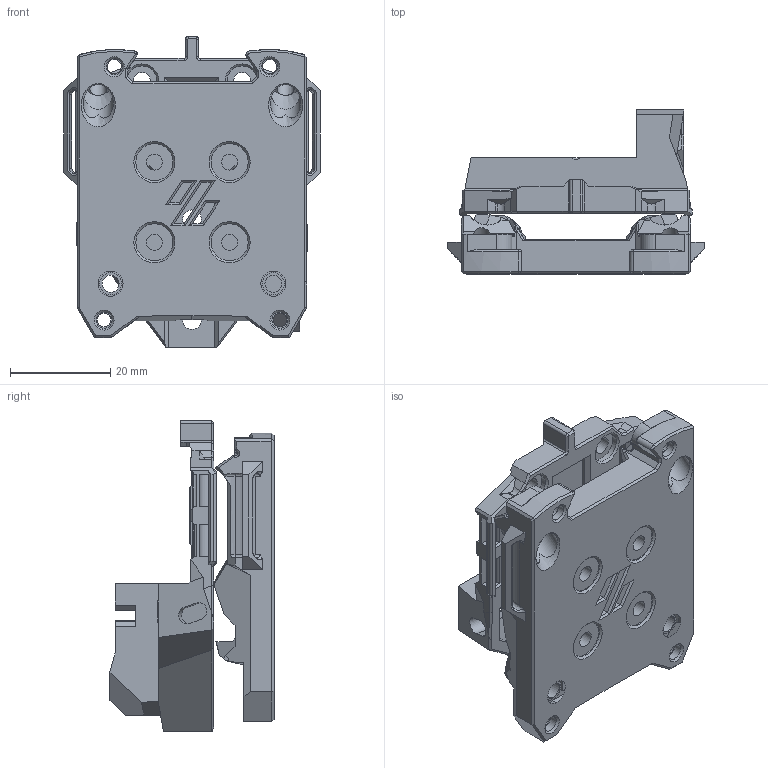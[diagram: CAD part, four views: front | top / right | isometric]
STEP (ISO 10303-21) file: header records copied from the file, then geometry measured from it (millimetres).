
FILE_DESCRIPTION(/* description */ (''),/* implementation_level */ '2;1');
FILE_NAME(/* name */ 'SLS-PA12_Voron-Tap.step',/* time_stamp */ '2023-02-20T18:35:24+01:00',/* author */ (''),/* organization */ (''),/* preprocessor_version */ 'ST-DEVELOPER v19.2',/* originating_system */ 'Autodesk Translation Framework v11.17.0.187',/* authorisation */ '');
FILE_SCHEMA (('AUTOMOTIVE_DESIGN { 1 0 10303 214 3 1 1 }'));
Products named in the file (3): SLS-PA12_Voron-Tap; SLS-PA12_VORON_Tap_r6_Front_Body; SLS-PA12_VORON_Tap_r6_Center optical v5
Assembly tree (2 placements, depth 2):
  SLS-PA12_Voron-Tap
    SLS-PA12_VORON_Tap_r6_Front_Body
    SLS-PA12_VORON_Tap_r6_Center optical v5
Bounding box: 51.26 x 32.72 x 62 mm (x, y, z)
Volume: 28375.4 mm3; surface area: 19604.3 mm2
Topology: 2 solids, 49 shells, 1333 faces, 3561 edges, 2325 vertices
Faces by surface type: plane 1018, cylinder 175, bspline 101, cone 39
Full cylindrical faces by diameter (mm): 1.8 x2, 2.7 x4, 2.9 x2, 3 x1, 3.2 x10, 3.4 x8, 3.8 x2, 4.4 x4, 6 x8, 7.4 x4, 8 x2
Entity records: 47649 total; most frequent: CARTESIAN_POINT 14582, ORIENTED_EDGE 7122, DIRECTION 6306, EDGE_CURVE 3561, LINE 2794, VECTOR 2794, VERTEX_POINT 2325, AXIS2_PLACEMENT_3D 1756
